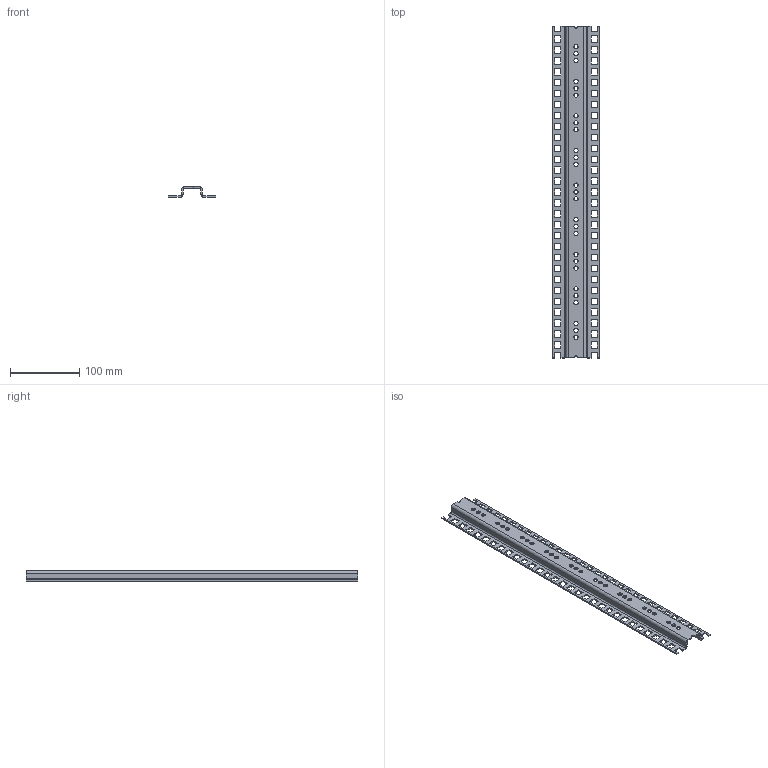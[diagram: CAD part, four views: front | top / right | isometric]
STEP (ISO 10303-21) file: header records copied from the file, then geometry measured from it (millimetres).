
FILE_DESCRIPTION(/* description */ (''),/* implementation_level */ '2;1');
FILE_NAME(/* name */ 'Mounting Profile Zpas WZ 19.ipt.step',/* time_stamp */ '2022-11-29T08:41:13+01:00',/* author */ ('diederichbenedict'),/* organization */ (''),/* preprocessor_version */ 'ST-DEVELOPER v18.1',/* originating_system */ 'Autodesk Inventor 2022',/* authorisation */ '');
FILE_SCHEMA (('AUTOMOTIVE_DESIGN { 1 0 10303 214 3 1 1 }'));
Length unit declared in the file: millimetre
Products named in the file (1): Mounting Profile Zpas WZ 19
Bounding box: 68 x 480 x 15 mm (x, y, z)
Volume: 73110.2 mm3; surface area: 80854.8 mm2
Topology: 1 solids, 1 shells, 317 faces, 913 edges, 598 vertices
Faces by surface type: plane 280, cylinder 37
Full cylindrical faces by diameter (mm): 6 x27
Entity records: 10595 total; most frequent: CARTESIAN_POINT 1829, ORIENTED_EDGE 1826, DIRECTION 1623, EDGE_CURVE 913, LINE 839, VECTOR 839, VERTEX_POINT 598, EDGE_LOOP 487
